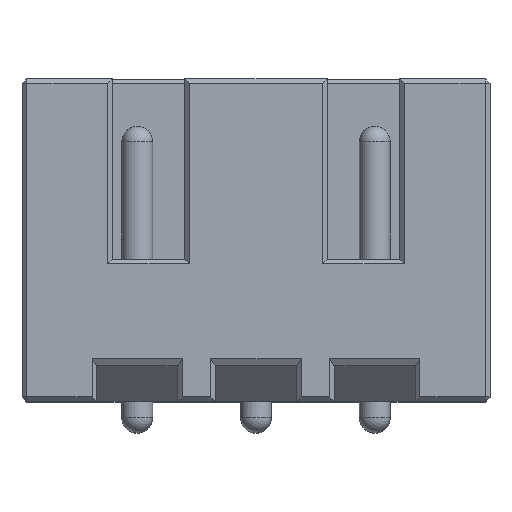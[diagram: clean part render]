
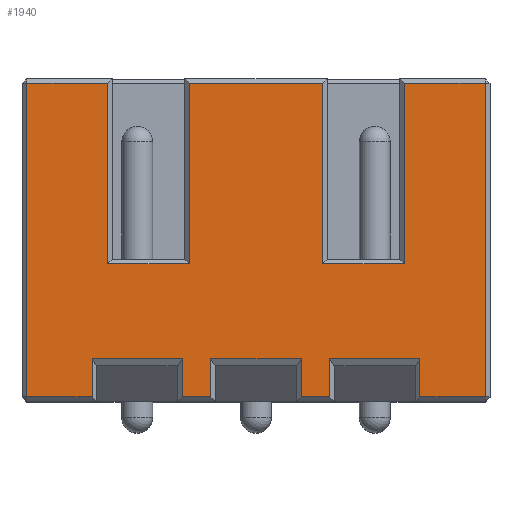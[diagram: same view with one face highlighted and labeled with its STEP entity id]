
A CAD part, top view. The second image highlights one B-rep face of the part: STEP entity #1940.
In plain terms, the highlighted planar face has unit normal (0, 0, 1).
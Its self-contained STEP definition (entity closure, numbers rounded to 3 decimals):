
#142=FACE_OUTER_BOUND('',#254,.T.);
#254=EDGE_LOOP('',(#1526,#1527,#1528,#1529,#1530,#1531,#1532,#1533,#1534,
#1535,#1536,#1537,#1538,#1539,#1540,#1541,#1542,#1543,#1544,#1545,#1546,
#1547,#1548,#1549));
#368=LINE('',#2807,#611);
#381=LINE('',#2831,#624);
#388=LINE('',#2845,#631);
#390=LINE('',#2849,#633);
#396=LINE('',#2861,#639);
#401=LINE('',#2871,#644);
#403=LINE('',#2875,#646);
#414=LINE('',#2896,#657);
#420=LINE('',#2908,#663);
#423=LINE('',#2914,#666);
#427=LINE('',#2923,#670);
#429=LINE('',#2928,#672);
#433=LINE('',#2936,#676);
#438=LINE('',#2946,#681);
#441=LINE('',#2951,#684);
#443=LINE('',#2954,#686);
#448=LINE('',#2964,#691);
#451=LINE('',#2970,#694);
#454=LINE('',#2975,#697);
#464=LINE('',#2994,#707);
#466=LINE('',#2997,#709);
#468=LINE('',#3000,#711);
#470=LINE('',#3004,#713);
#472=LINE('',#3007,#715);
#611=VECTOR('',#2247,10.);
#624=VECTOR('',#2268,10.);
#631=VECTOR('',#2281,10.);
#633=VECTOR('',#2285,10.);
#639=VECTOR('',#2295,10.);
#644=VECTOR('',#2302,10.);
#646=VECTOR('',#2306,10.);
#657=VECTOR('',#2325,10.);
#663=VECTOR('',#2337,10.);
#666=VECTOR('',#2342,10.);
#670=VECTOR('',#2348,10.);
#672=VECTOR('',#2352,10.);
#676=VECTOR('',#2358,10.);
#681=VECTOR('',#2365,10.);
#684=VECTOR('',#2370,10.);
#686=VECTOR('',#2374,10.);
#691=VECTOR('',#2381,10.);
#694=VECTOR('',#2386,10.);
#697=VECTOR('',#2391,10.);
#707=VECTOR('',#2409,10.);
#709=VECTOR('',#2413,10.);
#711=VECTOR('',#2417,10.);
#713=VECTOR('',#2421,10.);
#715=VECTOR('',#2425,10.);
#840=VERTEX_POINT('',#2805);
#841=VERTEX_POINT('',#2806);
#845=VERTEX_POINT('',#2820);
#848=VERTEX_POINT('',#2830);
#850=VERTEX_POINT('',#2835);
#852=VERTEX_POINT('',#2844);
#853=VERTEX_POINT('',#2848);
#857=VERTEX_POINT('',#2860);
#860=VERTEX_POINT('',#2868);
#861=VERTEX_POINT('',#2870);
#862=VERTEX_POINT('',#2874);
#867=VERTEX_POINT('',#2887);
#870=VERTEX_POINT('',#2899);
#873=VERTEX_POINT('',#2913);
#876=VERTEX_POINT('',#2920);
#877=VERTEX_POINT('',#2922);
#878=VERTEX_POINT('',#2926);
#879=VERTEX_POINT('',#2927);
#882=VERTEX_POINT('',#2935);
#886=VERTEX_POINT('',#2945);
#891=VERTEX_POINT('',#2963);
#893=VERTEX_POINT('',#2969);
#899=VERTEX_POINT('',#2993);
#900=VERTEX_POINT('',#3003);
#1023=EDGE_CURVE('',#840,#841,#368,.T.);
#1036=EDGE_CURVE('',#841,#848,#381,.T.);
#1043=EDGE_CURVE('',#848,#852,#388,.T.);
#1045=EDGE_CURVE('',#852,#853,#390,.T.);
#1051=EDGE_CURVE('',#853,#857,#396,.T.);
#1056=EDGE_CURVE('',#860,#861,#401,.T.);
#1058=EDGE_CURVE('',#857,#862,#403,.T.);
#1069=EDGE_CURVE('',#862,#867,#414,.T.);
#1075=EDGE_CURVE('',#867,#870,#420,.T.);
#1078=EDGE_CURVE('',#870,#873,#423,.T.);
#1082=EDGE_CURVE('',#876,#877,#427,.T.);
#1084=EDGE_CURVE('',#878,#879,#429,.T.);
#1088=EDGE_CURVE('',#879,#882,#433,.T.);
#1093=EDGE_CURVE('',#882,#886,#438,.T.);
#1096=EDGE_CURVE('',#886,#876,#441,.T.);
#1098=EDGE_CURVE('',#873,#878,#443,.T.);
#1103=EDGE_CURVE('',#877,#891,#448,.T.);
#1106=EDGE_CURVE('',#891,#893,#451,.T.);
#1109=EDGE_CURVE('',#893,#860,#454,.T.);
#1119=EDGE_CURVE('',#861,#899,#464,.T.);
#1121=EDGE_CURVE('',#899,#850,#466,.T.);
#1123=EDGE_CURVE('',#850,#845,#468,.T.);
#1125=EDGE_CURVE('',#845,#900,#470,.T.);
#1127=EDGE_CURVE('',#900,#840,#472,.T.);
#1526=ORIENTED_EDGE('',*,*,#1084,.F.);
#1527=ORIENTED_EDGE('',*,*,#1098,.F.);
#1528=ORIENTED_EDGE('',*,*,#1078,.F.);
#1529=ORIENTED_EDGE('',*,*,#1075,.F.);
#1530=ORIENTED_EDGE('',*,*,#1069,.F.);
#1531=ORIENTED_EDGE('',*,*,#1058,.F.);
#1532=ORIENTED_EDGE('',*,*,#1051,.F.);
#1533=ORIENTED_EDGE('',*,*,#1045,.F.);
#1534=ORIENTED_EDGE('',*,*,#1043,.F.);
#1535=ORIENTED_EDGE('',*,*,#1036,.F.);
#1536=ORIENTED_EDGE('',*,*,#1023,.F.);
#1537=ORIENTED_EDGE('',*,*,#1127,.F.);
#1538=ORIENTED_EDGE('',*,*,#1125,.F.);
#1539=ORIENTED_EDGE('',*,*,#1123,.F.);
#1540=ORIENTED_EDGE('',*,*,#1121,.F.);
#1541=ORIENTED_EDGE('',*,*,#1119,.F.);
#1542=ORIENTED_EDGE('',*,*,#1056,.F.);
#1543=ORIENTED_EDGE('',*,*,#1109,.F.);
#1544=ORIENTED_EDGE('',*,*,#1106,.F.);
#1545=ORIENTED_EDGE('',*,*,#1103,.F.);
#1546=ORIENTED_EDGE('',*,*,#1082,.F.);
#1547=ORIENTED_EDGE('',*,*,#1096,.F.);
#1548=ORIENTED_EDGE('',*,*,#1093,.F.);
#1549=ORIENTED_EDGE('',*,*,#1088,.F.);
#1846=PLANE('',#2069);
#1940=ADVANCED_FACE('',(#142),#1846,.T.);
#2069=AXIS2_PLACEMENT_3D('',#3037,#2462,#2463);
#2247=DIRECTION('',(1.,0.,0.));
#2268=DIRECTION('',(0.,1.,0.));
#2281=DIRECTION('',(1.,0.,0.));
#2285=DIRECTION('',(0.,-1.,0.));
#2295=DIRECTION('',(1.,0.,0.));
#2302=DIRECTION('',(-1.,0.,0.));
#2306=DIRECTION('',(0.,1.,0.));
#2325=DIRECTION('',(1.,0.,0.));
#2337=DIRECTION('',(0.,-1.,0.));
#2342=DIRECTION('',(-1.,0.,0.));
#2348=DIRECTION('',(-1.,0.,0.));
#2352=DIRECTION('',(-1.,0.,0.));
#2358=DIRECTION('',(0.,-1.,0.));
#2365=DIRECTION('',(-1.,0.,0.));
#2370=DIRECTION('',(0.,1.,0.));
#2374=DIRECTION('',(0.,1.,0.));
#2381=DIRECTION('',(0.,-1.,0.));
#2386=DIRECTION('',(-1.,0.,0.));
#2391=DIRECTION('',(0.,1.,0.));
#2409=DIRECTION('',(0.,-1.,0.));
#2413=DIRECTION('',(-1.,0.,0.));
#2417=DIRECTION('',(0.,1.,0.));
#2421=DIRECTION('',(1.,0.,0.));
#2425=DIRECTION('',(0.,-1.,0.));
#2462=DIRECTION('center_axis',(0.,0.,1.));
#2463=DIRECTION('ref_axis',(1.,0.,0.));
#2805=CARTESIAN_POINT('',(-3.125,3.225,5.8));
#2806=CARTESIAN_POINT('',(-1.4,3.225,5.8));
#2807=CARTESIAN_POINT('',(-0.75,3.225,5.8));
#2820=CARTESIAN_POINT('',(-4.825,7.025,5.8));
#2830=CARTESIAN_POINT('',(-1.4,7.025,5.8));
#2831=CARTESIAN_POINT('',(-1.4,5.425,5.8));
#2835=CARTESIAN_POINT('',(-4.825,0.425,5.8));
#2844=CARTESIAN_POINT('',(1.4,7.025,5.8));
#2845=CARTESIAN_POINT('',(2.463,7.025,5.8));
#2848=CARTESIAN_POINT('',(1.4,3.225,5.8));
#2849=CARTESIAN_POINT('',(1.4,3.525,5.8));
#2860=CARTESIAN_POINT('',(3.125,3.225,5.8));
#2861=CARTESIAN_POINT('',(1.513,3.225,5.8));
#2868=CARTESIAN_POINT('',(-1.55,1.225,5.8));
#2870=CARTESIAN_POINT('',(-3.45,1.225,5.8));
#2871=CARTESIAN_POINT('',(-1.675,1.225,5.8));
#2874=CARTESIAN_POINT('',(3.125,7.025,5.8));
#2875=CARTESIAN_POINT('',(3.125,5.425,5.8));
#2887=CARTESIAN_POINT('',(4.825,7.025,5.8));
#2896=CARTESIAN_POINT('',(2.463,7.025,5.8));
#2899=CARTESIAN_POINT('',(4.825,0.425,5.8));
#2908=CARTESIAN_POINT('',(4.825,2.025,5.8));
#2913=CARTESIAN_POINT('',(3.45,0.425,5.8));
#2914=CARTESIAN_POINT('',(-2.463,0.425,5.8));
#2920=CARTESIAN_POINT('',(0.95,1.225,5.8));
#2922=CARTESIAN_POINT('',(-0.95,1.225,5.8));
#2923=CARTESIAN_POINT('',(-0.425,1.225,5.8));
#2926=CARTESIAN_POINT('',(3.45,1.225,5.8));
#2927=CARTESIAN_POINT('',(1.55,1.225,5.8));
#2928=CARTESIAN_POINT('',(0.825,1.225,5.8));
#2935=CARTESIAN_POINT('',(1.55,0.425,5.8));
#2936=CARTESIAN_POINT('',(1.55,2.225,5.8));
#2945=CARTESIAN_POINT('',(0.95,0.425,5.8));
#2946=CARTESIAN_POINT('',(-2.463,0.425,5.8));
#2951=CARTESIAN_POINT('',(0.95,2.225,5.8));
#2954=CARTESIAN_POINT('',(3.45,2.225,5.8));
#2963=CARTESIAN_POINT('',(-0.95,0.425,5.8));
#2964=CARTESIAN_POINT('',(-0.95,2.225,5.8));
#2969=CARTESIAN_POINT('',(-1.55,0.425,5.8));
#2970=CARTESIAN_POINT('',(-2.463,0.425,5.8));
#2975=CARTESIAN_POINT('',(-1.55,2.225,5.8));
#2993=CARTESIAN_POINT('',(-3.45,0.425,5.8));
#2994=CARTESIAN_POINT('',(-3.45,2.225,5.8));
#2997=CARTESIAN_POINT('',(-2.463,0.425,5.8));
#3000=CARTESIAN_POINT('',(-4.825,5.425,5.8));
#3003=CARTESIAN_POINT('',(-3.125,7.025,5.8));
#3004=CARTESIAN_POINT('',(2.463,7.025,5.8));
#3007=CARTESIAN_POINT('',(-3.125,3.525,5.8));
#3037=CARTESIAN_POINT('Origin',(0.,3.725,5.8));
